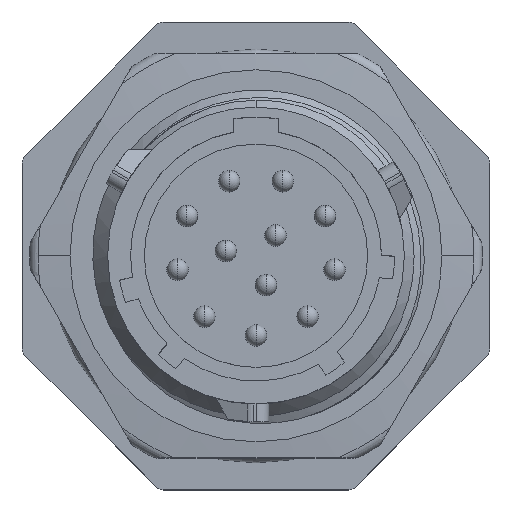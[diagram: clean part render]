
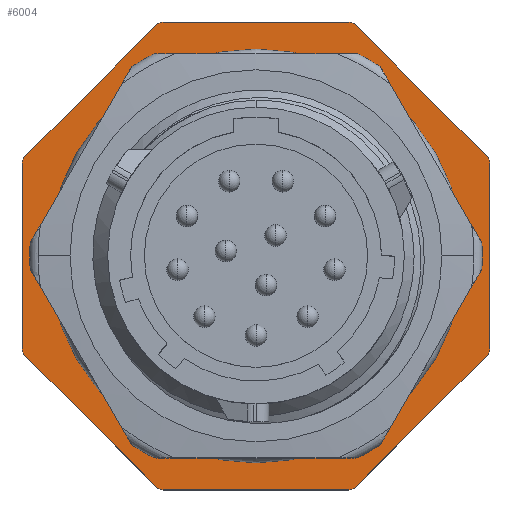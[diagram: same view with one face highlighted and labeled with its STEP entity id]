
A CAD part, top view. The second image highlights one B-rep face of the part: STEP entity #6004.
In plain terms, the highlighted planar face has unit normal (0, 0, 1).
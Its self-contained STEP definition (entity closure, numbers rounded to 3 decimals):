
#1203=DIRECTION('',(0.707,-0.707,0.));
#1204=VECTOR('',#1203,13.835);
#1205=CARTESIAN_POINT('',(7.448,17.23,1.7));
#1206=LINE('',#1205,#1204);
#1207=DIRECTION('',(0.,-1.,0.));
#1208=VECTOR('',#1207,13.835);
#1209=CARTESIAN_POINT('',(17.45,6.917,1.7));
#1210=LINE('',#1209,#1208);
#1211=DIRECTION('',(-0.707,-0.707,0.));
#1212=VECTOR('',#1211,13.835);
#1213=CARTESIAN_POINT('',(17.23,-7.448,1.7));
#1214=LINE('',#1213,#1212);
#1215=DIRECTION('',(-1.,0.,0.));
#1216=VECTOR('',#1215,13.835);
#1217=CARTESIAN_POINT('',(6.917,-17.45,1.7));
#1218=LINE('',#1217,#1216);
#1219=DIRECTION('',(-0.707,0.707,0.));
#1220=VECTOR('',#1219,13.835);
#1221=CARTESIAN_POINT('',(-7.448,-17.23,1.7));
#1222=LINE('',#1221,#1220);
#1223=DIRECTION('',(0.,1.,0.));
#1224=VECTOR('',#1223,13.835);
#1225=CARTESIAN_POINT('',(-17.45,-6.917,1.7));
#1226=LINE('',#1225,#1224);
#1227=DIRECTION('',(0.707,0.707,0.));
#1228=VECTOR('',#1227,13.835);
#1229=CARTESIAN_POINT('',(-17.23,7.448,1.7));
#1230=LINE('',#1229,#1228);
#1231=DIRECTION('',(1.,0.,0.));
#1232=VECTOR('',#1231,13.835);
#1233=CARTESIAN_POINT('',(-6.917,17.45,1.7));
#1234=LINE('',#1233,#1232);
#1235=CARTESIAN_POINT('',(0.,0.,1.7));
#1236=DIRECTION('',(0.,0.,1.));
#1237=DIRECTION('',(-1.,0.,0.));
#1238=AXIS2_PLACEMENT_3D('',#1235,#1236,#1237);
#1240=CARTESIAN_POINT('',(0.,0.,1.7));
#1241=DIRECTION('',(0.,0.,1.));
#1242=DIRECTION('',(1.,0.,0.));
#1243=AXIS2_PLACEMENT_3D('',#1240,#1241,#1242);
#1249=CARTESIAN_POINT('',(6.917,16.7,1.7));
#1250=DIRECTION('',(0.,0.,1.));
#1251=DIRECTION('',(0.707,0.707,0.));
#1252=AXIS2_PLACEMENT_3D('',#1249,#1250,#1251);
#1299=CARTESIAN_POINT('',(-6.917,16.7,1.7));
#1300=DIRECTION('',(0.,0.,1.));
#1301=DIRECTION('',(0.,1.,0.));
#1302=AXIS2_PLACEMENT_3D('',#1299,#1300,#1301);
#1317=CARTESIAN_POINT('',(-16.7,6.917,1.7));
#1318=DIRECTION('',(0.,0.,1.));
#1319=DIRECTION('',(-0.707,0.707,0.));
#1320=AXIS2_PLACEMENT_3D('',#1317,#1318,#1319);
#1335=CARTESIAN_POINT('',(-16.7,-6.917,1.7));
#1336=DIRECTION('',(0.,0.,1.));
#1337=DIRECTION('',(-1.,0.,0.));
#1338=AXIS2_PLACEMENT_3D('',#1335,#1336,#1337);
#1353=CARTESIAN_POINT('',(-6.917,-16.7,1.7));
#1354=DIRECTION('',(0.,0.,1.));
#1355=DIRECTION('',(-0.707,-0.707,0.));
#1356=AXIS2_PLACEMENT_3D('',#1353,#1354,#1355);
#1371=CARTESIAN_POINT('',(6.917,-16.7,1.7));
#1372=DIRECTION('',(0.,0.,1.));
#1373=DIRECTION('',(0.,-1.,0.));
#1374=AXIS2_PLACEMENT_3D('',#1371,#1372,#1373);
#1389=CARTESIAN_POINT('',(16.7,-6.917,1.7));
#1390=DIRECTION('',(0.,0.,1.));
#1391=DIRECTION('',(0.707,-0.707,0.));
#1392=AXIS2_PLACEMENT_3D('',#1389,#1390,#1391);
#1407=CARTESIAN_POINT('',(16.7,6.917,1.7));
#1408=DIRECTION('',(0.,0.,1.));
#1409=DIRECTION('',(1.,0.,0.));
#1410=AXIS2_PLACEMENT_3D('',#1407,#1408,#1409);
#4210=CARTESIAN_POINT('',(7.448,17.23,1.7));
#4212=VERTEX_POINT('',#4210);
#4213=CARTESIAN_POINT('',(6.917,17.45,1.7));
#4214=VERTEX_POINT('',#4213);
#4218=CARTESIAN_POINT('',(17.45,6.917,1.7));
#4220=VERTEX_POINT('',#4218);
#4221=CARTESIAN_POINT('',(17.23,7.448,1.7));
#4222=VERTEX_POINT('',#4221);
#4226=CARTESIAN_POINT('',(17.23,-7.448,1.7));
#4228=VERTEX_POINT('',#4226);
#4229=CARTESIAN_POINT('',(17.45,-6.917,1.7));
#4230=VERTEX_POINT('',#4229);
#4234=CARTESIAN_POINT('',(-6.917,17.45,1.7));
#4236=VERTEX_POINT('',#4234);
#4237=CARTESIAN_POINT('',(-7.448,17.23,1.7));
#4238=VERTEX_POINT('',#4237);
#4242=CARTESIAN_POINT('',(6.917,-17.45,1.7));
#4244=VERTEX_POINT('',#4242);
#4245=CARTESIAN_POINT('',(7.448,-17.23,1.7));
#4246=VERTEX_POINT('',#4245);
#4250=CARTESIAN_POINT('',(-7.448,-17.23,1.7));
#4252=VERTEX_POINT('',#4250);
#4253=CARTESIAN_POINT('',(-6.917,-17.45,1.7));
#4254=VERTEX_POINT('',#4253);
#4258=CARTESIAN_POINT('',(-17.45,-6.917,1.7));
#4260=VERTEX_POINT('',#4258);
#4261=CARTESIAN_POINT('',(-17.23,-7.448,1.7));
#4262=VERTEX_POINT('',#4261);
#4266=CARTESIAN_POINT('',(-17.23,7.448,1.7));
#4268=VERTEX_POINT('',#4266);
#4269=CARTESIAN_POINT('',(-17.45,6.917,1.7));
#4270=VERTEX_POINT('',#4269);
#4747=CARTESIAN_POINT('',(-14.955,0.,1.7));
#4748=CARTESIAN_POINT('',(14.955,0.,1.7));
#4749=VERTEX_POINT('',#4747);
#4750=VERTEX_POINT('',#4748);
#5961=CARTESIAN_POINT('',(0.,0.,1.7));
#5962=DIRECTION('',(0.,0.,-1.));
#5963=DIRECTION('',(0.,-1.,0.));
#5964=AXIS2_PLACEMENT_3D('',#5961,#5962,#5963);
#5965=PLANE('',#5964);
#5967=ORIENTED_EDGE('',*,*,#5966,.F.);
#5969=ORIENTED_EDGE('',*,*,#5968,.T.);
#5971=ORIENTED_EDGE('',*,*,#5970,.F.);
#5973=ORIENTED_EDGE('',*,*,#5972,.T.);
#5975=ORIENTED_EDGE('',*,*,#5974,.F.);
#5977=ORIENTED_EDGE('',*,*,#5976,.T.);
#5979=ORIENTED_EDGE('',*,*,#5978,.F.);
#5981=ORIENTED_EDGE('',*,*,#5980,.T.);
#5983=ORIENTED_EDGE('',*,*,#5982,.F.);
#5985=ORIENTED_EDGE('',*,*,#5984,.T.);
#5987=ORIENTED_EDGE('',*,*,#5986,.F.);
#5989=ORIENTED_EDGE('',*,*,#5988,.T.);
#5991=ORIENTED_EDGE('',*,*,#5990,.F.);
#5993=ORIENTED_EDGE('',*,*,#5992,.T.);
#5995=ORIENTED_EDGE('',*,*,#5994,.F.);
#5997=ORIENTED_EDGE('',*,*,#5996,.T.);
#5998=EDGE_LOOP('',(#5967,#5969,#5971,#5973,#5975,#5977,#5979,#5981,#5983,#5985,
#5987,#5989,#5991,#5993,#5995,#5997));
#5999=FACE_OUTER_BOUND('',#5998,.F.);
#6000=ORIENTED_EDGE('',*,*,#5928,.T.);
#6001=ORIENTED_EDGE('',*,*,#5943,.T.);
#6002=EDGE_LOOP('',(#6000,#6001));
#6003=FACE_BOUND('',#6002,.F.);
#6004=ADVANCED_FACE('',(#5999,#6003),#5965,.F.);
#1239=CIRCLE('',#1238,14.955);
#1244=CIRCLE('',#1243,14.955);
#1253=CIRCLE('',#1252,0.75);
#1303=CIRCLE('',#1302,0.75);
#1321=CIRCLE('',#1320,0.75);
#1339=CIRCLE('',#1338,0.75);
#1357=CIRCLE('',#1356,0.75);
#1375=CIRCLE('',#1374,0.75);
#1393=CIRCLE('',#1392,0.75);
#1411=CIRCLE('',#1410,0.75);
#5928=EDGE_CURVE('',#4749,#4750,#1239,.T.);
#5943=EDGE_CURVE('',#4750,#4749,#1244,.T.);
#5966=EDGE_CURVE('',#4212,#4214,#1253,.T.);
#5968=EDGE_CURVE('',#4212,#4222,#1206,.T.);
#5970=EDGE_CURVE('',#4220,#4222,#1411,.T.);
#5972=EDGE_CURVE('',#4220,#4230,#1210,.T.);
#5974=EDGE_CURVE('',#4228,#4230,#1393,.T.);
#5976=EDGE_CURVE('',#4228,#4246,#1214,.T.);
#5978=EDGE_CURVE('',#4244,#4246,#1375,.T.);
#5980=EDGE_CURVE('',#4244,#4254,#1218,.T.);
#5982=EDGE_CURVE('',#4252,#4254,#1357,.T.);
#5984=EDGE_CURVE('',#4252,#4262,#1222,.T.);
#5986=EDGE_CURVE('',#4260,#4262,#1339,.T.);
#5988=EDGE_CURVE('',#4260,#4270,#1226,.T.);
#5990=EDGE_CURVE('',#4268,#4270,#1321,.T.);
#5992=EDGE_CURVE('',#4268,#4238,#1230,.T.);
#5994=EDGE_CURVE('',#4236,#4238,#1303,.T.);
#5996=EDGE_CURVE('',#4236,#4214,#1234,.T.);
